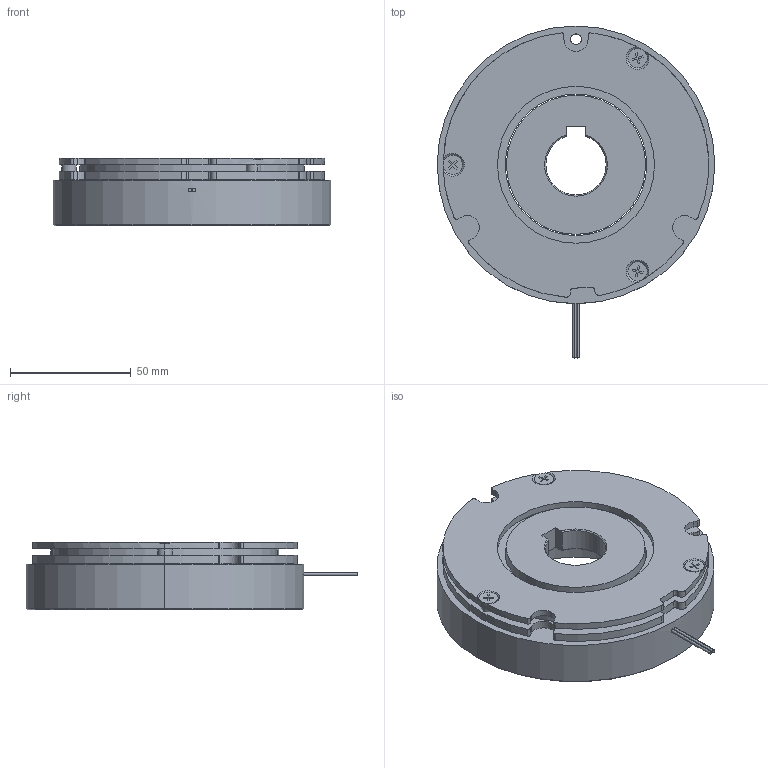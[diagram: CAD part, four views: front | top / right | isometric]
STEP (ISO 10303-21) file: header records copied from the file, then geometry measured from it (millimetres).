
FILE_DESCRIPTION (( 'STEP AP203' ), '1' );
FILE_NAME ('YPP616650.STEP', '2020-12-24T05:53:50', ( '' ), ( '' ), 'SwSTEP 2.0', 'SolidWorks 2016', '' );
FILE_SCHEMA (( 'CONFIG_CONTROL_DESIGN' ));
Length unit declared in the file: millimetre
Products named in the file (1): YPP616650
Bounding box: 115 x 137.5 x 28 mm (x, y, z)
Volume: 200292.2 mm3; surface area: 69791.8 mm2
Topology: 8 solids, 8 shells, 192 faces, 482 edges, 313 vertices
Faces by surface type: cylinder 89, plane 83, cone 20
Entity records: 5947 total; most frequent: CARTESIAN_POINT 1088, DIRECTION 1044, ORIENTED_EDGE 964, EDGE_CURVE 482, AXIS2_PLACEMENT_3D 383, VERTEX_POINT 313, LINE 278, VECTOR 278
